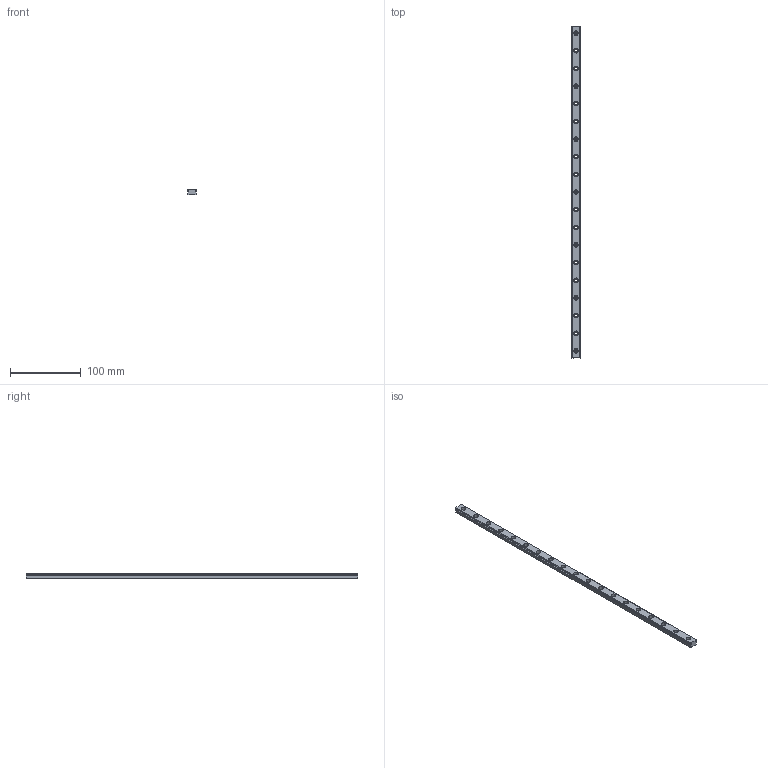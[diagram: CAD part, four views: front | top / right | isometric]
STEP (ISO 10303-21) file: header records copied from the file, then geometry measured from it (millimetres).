
FILE_DESCRIPTION (( 'STEP AP203' ), '1' );
FILE_NAME ('M12-470L.step', '2021-02-18T17:51:00', ( '' ), ( '' ), 'SwSTEP 2.0', 'SolidWorks 2019', '' );
FILE_SCHEMA (( 'CONFIG_CONTROL_DESIGN' ));
Length unit declared in the file: millimetre
Products named in the file (1): M12-470L
Bounding box: 12 x 470 x 8 mm (x, y, z)
Volume: 39382 mm3; surface area: 22571.8 mm2
Topology: 1 solids, 1 shells, 120 faces, 297 edges, 198 vertices
Faces by surface type: cylinder 88, plane 32
Entity records: 3810 total; most frequent: DIRECTION 715, CARTESIAN_POINT 616, ORIENTED_EDGE 594, AXIS2_PLACEMENT_3D 297, EDGE_CURVE 297, VERTEX_POINT 198, EDGE_LOOP 177, CIRCLE 176
